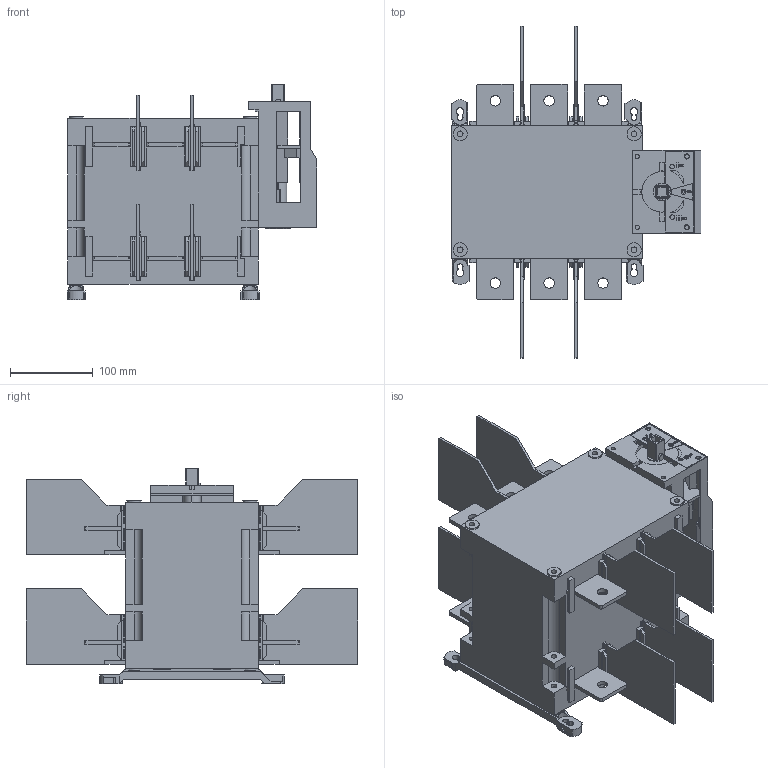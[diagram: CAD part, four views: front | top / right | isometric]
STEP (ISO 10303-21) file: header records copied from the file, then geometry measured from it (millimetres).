
FILE_DESCRIPTION (( 'STEP AP214' ), '1' );
FILE_NAME ('41503026.step', '2018-06-04T13:04:41', ( '' ), ( '' ), 'SwSTEP 2.0', 'SolidWorks 2017', '' );
FILE_SCHEMA (( 'AUTOMOTIVE_DESIGN' ));
Length unit declared in the file: inch
Products named in the file (1): 41503026
Bounding box: 301.8 x 400.4 x 260 mm (x, y, z)
Volume: 8061800.3 mm3; surface area: 652309.4 mm2
Topology: 11 solids, 11 shells, 1480 faces, 4004 edges, 2648 vertices
Faces by surface type: plane 1182, cylinder 292, torus 4, cone 2
Entity records: 46656 total; most frequent: CARTESIAN_POINT 8790, ORIENTED_EDGE 8008, DIRECTION 7412, EDGE_CURVE 4004, LINE 3252, VECTOR 3252, VERTEX_POINT 2648, AXIS2_PLACEMENT_3D 2080
